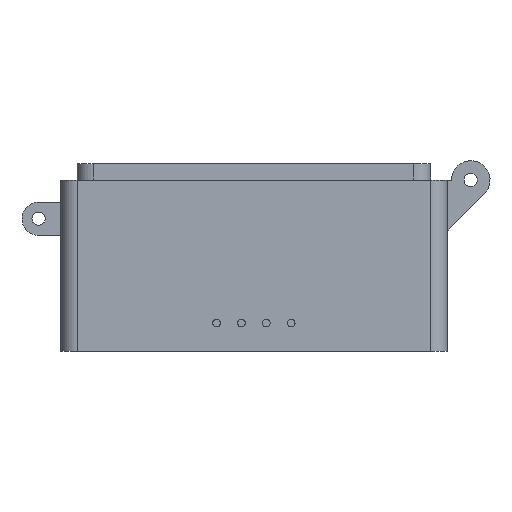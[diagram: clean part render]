
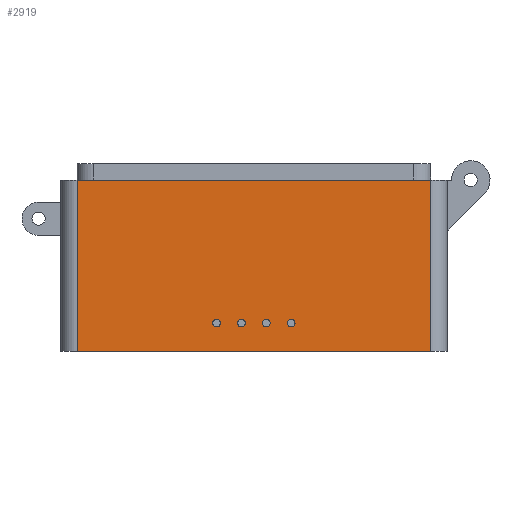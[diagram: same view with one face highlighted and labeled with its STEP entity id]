
A CAD part, front view. The second image highlights one B-rep face of the part: STEP entity #2919.
In plain terms, the highlighted planar face has unit normal (0, -1, 0).
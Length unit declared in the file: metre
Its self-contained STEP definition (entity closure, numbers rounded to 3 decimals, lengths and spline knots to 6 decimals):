
#78=CIRCLE('',#3154,0.0007);
#79=CIRCLE('',#3155,0.0007);
#80=CIRCLE('',#3156,0.0007);
#81=CIRCLE('',#3157,0.0007);
#545=ORIENTED_EDGE('',*,*,#1309,.F.);
#546=ORIENTED_EDGE('',*,*,#1310,.F.);
#547=ORIENTED_EDGE('',*,*,#1311,.F.);
#548=ORIENTED_EDGE('',*,*,#1312,.F.);
#549=ORIENTED_EDGE('',*,*,#1313,.F.);
#550=ORIENTED_EDGE('',*,*,#1314,.T.);
#551=ORIENTED_EDGE('',*,*,#1252,.T.);
#552=ORIENTED_EDGE('',*,*,#1315,.T.);
#1252=EDGE_CURVE('',#1636,#1635,#1916,.T.);
#1309=EDGE_CURVE('',#1686,#1686,#78,.T.);
#1310=EDGE_CURVE('',#1687,#1687,#79,.T.);
#1311=EDGE_CURVE('',#1688,#1688,#80,.T.);
#1312=EDGE_CURVE('',#1689,#1689,#81,.T.);
#1313=EDGE_CURVE('',#1690,#1691,#1960,.T.);
#1314=EDGE_CURVE('',#1690,#1636,#1961,.T.);
#1315=EDGE_CURVE('',#1635,#1691,#1962,.F.);
#1635=VERTEX_POINT('',#4580);
#1636=VERTEX_POINT('',#4582);
#1686=VERTEX_POINT('',#4696);
#1687=VERTEX_POINT('',#4698);
#1688=VERTEX_POINT('',#4700);
#1689=VERTEX_POINT('',#4702);
#1690=VERTEX_POINT('',#4704);
#1691=VERTEX_POINT('',#4705);
#1916=LINE('',#4581,#2195);
#1960=LINE('',#4703,#2239);
#1961=LINE('',#4706,#2240);
#1962=LINE('',#4707,#2241);
#2195=VECTOR('',#3650,1.);
#2239=VECTOR('',#3742,1.);
#2240=VECTOR('',#3743,1.);
#2241=VECTOR('',#3744,1.);
#2420=EDGE_LOOP('',(#545));
#2421=EDGE_LOOP('',(#546));
#2422=EDGE_LOOP('',(#547));
#2423=EDGE_LOOP('',(#548));
#2424=EDGE_LOOP('',(#549,#550,#551,#552));
#2635=FACE_BOUND('',#2420,.T.);
#2636=FACE_BOUND('',#2421,.T.);
#2637=FACE_BOUND('',#2422,.T.);
#2638=FACE_BOUND('',#2423,.T.);
#2639=FACE_BOUND('',#2424,.T.);
#2812=PLANE('',#3153);
#2919=ADVANCED_FACE('',(#2635,#2636,#2637,#2638,#2639),#2812,.F.);
#3153=AXIS2_PLACEMENT_3D('',#4694,#3732,#3733);
#3154=AXIS2_PLACEMENT_3D('',#4695,#3734,#3735);
#3155=AXIS2_PLACEMENT_3D('',#4697,#3736,#3737);
#3156=AXIS2_PLACEMENT_3D('',#4699,#3738,#3739);
#3157=AXIS2_PLACEMENT_3D('',#4701,#3740,#3741);
#3650=DIRECTION('',(1.,0.,0.));
#3732=DIRECTION('',(0.,1.,0.));
#3733=DIRECTION('',(0.,0.,1.));
#3734=DIRECTION('',(0.,-1.,0.));
#3735=DIRECTION('',(0.,0.,-1.));
#3736=DIRECTION('',(0.,-1.,0.));
#3737=DIRECTION('',(0.,0.,-1.));
#3738=DIRECTION('',(0.,-1.,0.));
#3739=DIRECTION('',(0.,0.,-1.));
#3740=DIRECTION('',(0.,-1.,0.));
#3741=DIRECTION('',(0.,0.,-1.));
#3742=DIRECTION('',(1.,0.,0.));
#3743=DIRECTION('',(0.,0.,-1.));
#3744=DIRECTION('',(0.,0.,-1.));
#4580=CARTESIAN_POINT('',(0.032,-0.053,0.005));
#4581=CARTESIAN_POINT('',(0.,-0.053,0.005));
#4582=CARTESIAN_POINT('',(-0.032,-0.053,0.005));
#4694=CARTESIAN_POINT('',(0.,-0.053,0.036));
#4695=CARTESIAN_POINT('',(-0.00675,-0.053,0.0101));
#4696=CARTESIAN_POINT('',(-0.00675,-0.053,0.0094));
#4697=CARTESIAN_POINT('',(-0.00225,-0.053,0.0101));
#4698=CARTESIAN_POINT('',(-0.00225,-0.053,0.0094));
#4699=CARTESIAN_POINT('',(0.00225,-0.053,0.0101));
#4700=CARTESIAN_POINT('',(0.00225,-0.053,0.0094));
#4701=CARTESIAN_POINT('',(0.00675,-0.053,0.0101));
#4702=CARTESIAN_POINT('',(0.00675,-0.053,0.0094));
#4703=CARTESIAN_POINT('',(0.,-0.053,0.036));
#4704=CARTESIAN_POINT('',(-0.032,-0.053,0.036));
#4705=CARTESIAN_POINT('',(0.032,-0.053,0.036));
#4706=CARTESIAN_POINT('',(-0.032,-0.053,0.036));
#4707=CARTESIAN_POINT('',(0.032,-0.053,0.036));
